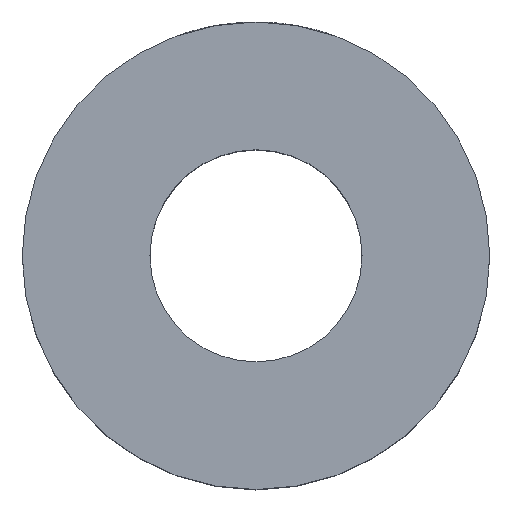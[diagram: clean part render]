
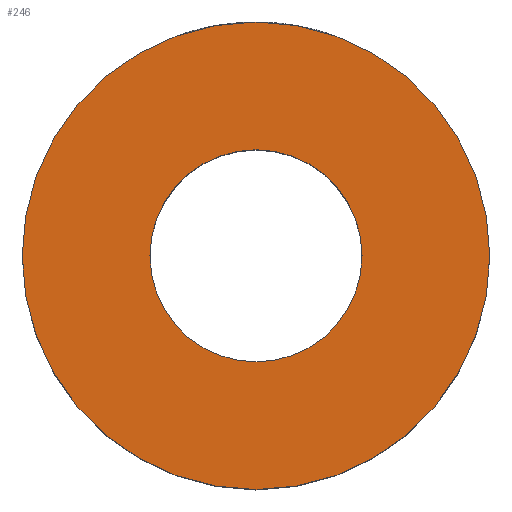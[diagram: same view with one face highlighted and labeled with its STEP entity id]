
A CAD part, top view. The second image highlights one B-rep face of the part: STEP entity #246.
In plain terms, the highlighted planar face has unit normal (0, 0, 1).
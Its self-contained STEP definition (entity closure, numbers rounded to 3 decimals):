
#7 = CARTESIAN_POINT ( 'NONE',  ( 7., 0., 7. ) ) ;
#19 = FACE_OUTER_BOUND ( 'NONE', #376, .T. ) ;
#20 = ORIENTED_EDGE ( 'NONE', *, *, #137, .T. ) ;
#29 = CIRCLE ( 'NONE', #339, 7. ) ;
#35 = EDGE_CURVE ( 'NONE', #170, #181, #148, .T. ) ;
#64 = EDGE_CURVE ( 'NONE', #181, #170, #135, .T. ) ;
#86 = ORIENTED_EDGE ( 'NONE', *, *, #64, .F. ) ;
#97 = VERTEX_POINT ( 'NONE', #326 ) ;
#101 = CARTESIAN_POINT ( 'NONE',  ( 3.175, 0., 7. ) ) ;
#102 = DIRECTION ( 'NONE',  ( 1., 0., 0. ) ) ;
#103 = FACE_BOUND ( 'NONE', #367, .T. ) ;
#104 = DIRECTION ( 'NONE',  ( 0., 0., 1. ) ) ;
#105 = DIRECTION ( 'NONE',  ( 1., 0., 0. ) ) ;
#106 = DIRECTION ( 'NONE',  ( 0., 0., 1. ) ) ;
#126 = DIRECTION ( 'NONE',  ( 1., 0., 0. ) ) ;
#127 = ORIENTED_EDGE ( 'NONE', *, *, #35, .F. ) ;
#131 = AXIS2_PLACEMENT_3D ( 'NONE', #138, #132, #126 ) ;
#132 = DIRECTION ( 'NONE',  ( 0., 0., 1. ) ) ;
#135 = CIRCLE ( 'NONE', #292, 3.175 ) ;
#137 = EDGE_CURVE ( 'NONE', #97, #409, #29, .T. ) ;
#138 = CARTESIAN_POINT ( 'NONE',  ( 0., 0., 7. ) ) ;
#140 = DIRECTION ( 'NONE',  ( 1., 0., 0. ) ) ;
#141 = DIRECTION ( 'NONE',  ( 0., 0., 1. ) ) ;
#148 = CIRCLE ( 'NONE', #238, 3.175 ) ;
#159 = CARTESIAN_POINT ( 'NONE',  ( -3.175, 0., 7. ) ) ;
#167 = CARTESIAN_POINT ( 'NONE',  ( 0., 0., 7. ) ) ;
#170 = VERTEX_POINT ( 'NONE', #101 ) ;
#181 = VERTEX_POINT ( 'NONE', #159 ) ;
#183 = CARTESIAN_POINT ( 'NONE',  ( 0., 0., 7. ) ) ;
#185 = EDGE_CURVE ( 'NONE', #409, #97, #235, .T. ) ;
#202 = DIRECTION ( 'NONE',  ( 1., 0., 0. ) ) ;
#204 = DIRECTION ( 'NONE',  ( 0., 0., 1. ) ) ;
#235 = CIRCLE ( 'NONE', #353, 7. ) ;
#238 = AXIS2_PLACEMENT_3D ( 'NONE', #167, #204, #202 ) ;
#246 = ADVANCED_FACE ( 'NONE', ( #19, #103 ), #346, .T. ) ;
#259 = CARTESIAN_POINT ( 'NONE',  ( 0., 0., 7. ) ) ;
#292 = AXIS2_PLACEMENT_3D ( 'NONE', #327, #106, #105 ) ;
#318 = ORIENTED_EDGE ( 'NONE', *, *, #185, .T. ) ;
#326 = CARTESIAN_POINT ( 'NONE',  ( -7., 0., 7. ) ) ;
#327 = CARTESIAN_POINT ( 'NONE',  ( 0., 0., 7. ) ) ;
#339 = AXIS2_PLACEMENT_3D ( 'NONE', #183, #141, #140 ) ;
#346 = PLANE ( 'NONE',  #131 ) ;
#353 = AXIS2_PLACEMENT_3D ( 'NONE', #259, #104, #102 ) ;
#367 = EDGE_LOOP ( 'NONE', ( #86, #127 ) ) ;
#376 = EDGE_LOOP ( 'NONE', ( #20, #318 ) ) ;
#409 = VERTEX_POINT ( 'NONE', #7 ) ;
